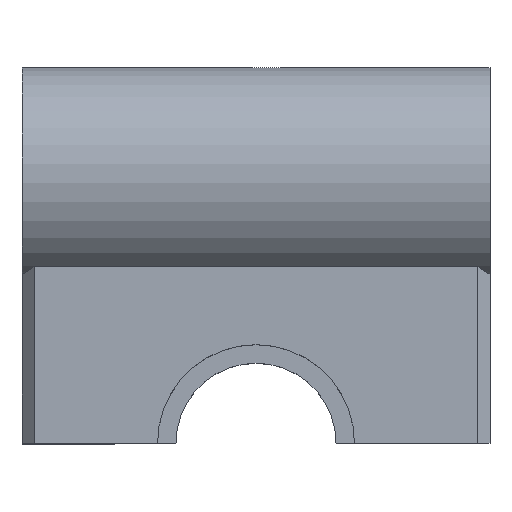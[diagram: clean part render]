
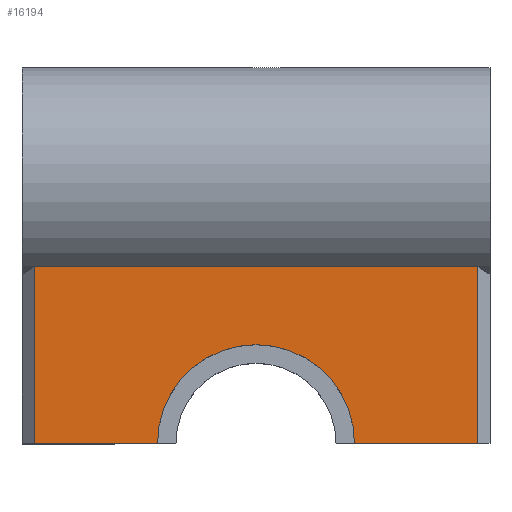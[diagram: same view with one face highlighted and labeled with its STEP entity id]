
A CAD part, top view. The second image highlights one B-rep face of the part: STEP entity #16194.
In plain terms, the highlighted planar face has unit normal (0, 0, 1).
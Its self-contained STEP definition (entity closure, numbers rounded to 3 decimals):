
#2585 = PLANE('',#2586);
#2586 = AXIS2_PLACEMENT_3D('',#2587,#2588,#2589);
#2587 = CARTESIAN_POINT('',(-19.,-21.5,0.));
#2588 = DIRECTION('',(0.,1.,0.));
#2589 = DIRECTION('',(0.,0.,1.));
#2613 = PLANE('',#2614);
#2614 = AXIS2_PLACEMENT_3D('',#2615,#2616,#2617);
#2615 = CARTESIAN_POINT('',(-18.5,-21.5,50.));
#2616 = DIRECTION('',(-0.707,0.,0.707));
#2617 = DIRECTION('',(-0.,-1.,-0.));
#2646 = CYLINDRICAL_SURFACE('',#2647,9.);
#2647 = AXIS2_PLACEMENT_3D('',#2648,#2649,#2650);
#2648 = CARTESIAN_POINT('',(-19.,0.,45.));
#2649 = DIRECTION('',(1.,0.,0.));
#2650 = DIRECTION('',(0.,0.,-1.));
#3543 = PLANE('',#3544);
#3544 = AXIS2_PLACEMENT_3D('',#3545,#3546,#3547);
#3545 = CARTESIAN_POINT('',(18.5,-21.5,50.));
#3546 = DIRECTION('',(0.707,0.,0.707));
#3547 = DIRECTION('',(-0.,1.,0.));
#3571 = PLANE('',#3572);
#3572 = AXIS2_PLACEMENT_3D('',#3573,#3574,#3575);
#3573 = CARTESIAN_POINT('',(-19.,-21.5,0.));
#3574 = DIRECTION('',(0.,1.,0.));
#3575 = DIRECTION('',(0.,0.,1.));
#10035 = EDGE_CURVE('',#10036,#10038,#10040,.T.);
#10036 = VERTEX_POINT('',#10037);
#10037 = CARTESIAN_POINT('',(-18.,-7.124,50.5));
#10038 = VERTEX_POINT('',#10039);
#10039 = CARTESIAN_POINT('',(18.,-7.124,50.5));
#10040 = SURFACE_CURVE('',#10041,(#10045,#10051),.PCURVE_S1.);
#10041 = LINE('',#10042,#10043);
#10042 = CARTESIAN_POINT('',(-19.,-7.124,50.5));
#10043 = VECTOR('',#10044,1.);
#10044 = DIRECTION('',(1.,0.,0.));
#10045 = PCURVE('',#2646,#10046);
#10046 = DEFINITIONAL_REPRESENTATION('',(#10047),#10050);
#10047 = B_SPLINE_CURVE_WITH_KNOTS('',1,(#10048,#10049),.UNSPECIFIED.,
  .F.,.F.,(2,2),(0.,38.),
  .PIECEWISE_BEZIER_KNOTS.);
#10048 = CARTESIAN_POINT('',(4.055,0.));
#10049 = CARTESIAN_POINT('',(4.055,38.));
#10050 = ( GEOMETRIC_REPRESENTATION_CONTEXT(2) 
PARAMETRIC_REPRESENTATION_CONTEXT() REPRESENTATION_CONTEXT('2D SPACE',''
  ) );
#10051 = PCURVE('',#10052,#10057);
#10052 = PLANE('',#10053);
#10053 = AXIS2_PLACEMENT_3D('',#10054,#10055,#10056);
#10054 = CARTESIAN_POINT('',(-19.,-21.5,50.5));
#10055 = DIRECTION('',(0.,0.,1.));
#10056 = DIRECTION('',(1.,0.,0.));
#10057 = DEFINITIONAL_REPRESENTATION('',(#10058),#10061);
#10058 = B_SPLINE_CURVE_WITH_KNOTS('',1,(#10059,#10060),.UNSPECIFIED.,
  .F.,.F.,(2,2),(0.,38.),
  .PIECEWISE_BEZIER_KNOTS.);
#10059 = CARTESIAN_POINT('',(0.,14.376));
#10060 = CARTESIAN_POINT('',(38.,14.376));
#10061 = ( GEOMETRIC_REPRESENTATION_CONTEXT(2) 
PARAMETRIC_REPRESENTATION_CONTEXT() REPRESENTATION_CONTEXT('2D SPACE',''
  ) );
#10126 = VERTEX_POINT('',#10127);
#10127 = CARTESIAN_POINT('',(-18.,-21.5,50.5));
#10150 = EDGE_CURVE('',#10126,#10036,#10151,.T.);
#10151 = SURFACE_CURVE('',#10152,(#10156,#10163),.PCURVE_S1.);
#10152 = LINE('',#10153,#10154);
#10153 = CARTESIAN_POINT('',(-18.,-21.5,50.5));
#10154 = VECTOR('',#10155,1.);
#10155 = DIRECTION('',(0.,1.,0.));
#10156 = PCURVE('',#2613,#10157);
#10157 = DEFINITIONAL_REPRESENTATION('',(#10158),#10162);
#10158 = LINE('',#10159,#10160);
#10159 = CARTESIAN_POINT('',(-0.,0.707));
#10160 = VECTOR('',#10161,1.);
#10161 = DIRECTION('',(-1.,0.));
#10162 = ( GEOMETRIC_REPRESENTATION_CONTEXT(2) 
PARAMETRIC_REPRESENTATION_CONTEXT() REPRESENTATION_CONTEXT('2D SPACE',''
  ) );
#10163 = PCURVE('',#10052,#10164);
#10164 = DEFINITIONAL_REPRESENTATION('',(#10165),#10169);
#10165 = LINE('',#10166,#10167);
#10166 = CARTESIAN_POINT('',(1.,0.));
#10167 = VECTOR('',#10168,1.);
#10168 = DIRECTION('',(0.,1.));
#10169 = ( GEOMETRIC_REPRESENTATION_CONTEXT(2) 
PARAMETRIC_REPRESENTATION_CONTEXT() REPRESENTATION_CONTEXT('2D SPACE',''
  ) );
#10174 = EDGE_CURVE('',#10126,#10175,#10177,.T.);
#10175 = VERTEX_POINT('',#10176);
#10176 = CARTESIAN_POINT('',(-8.,-21.5,50.5));
#10177 = SURFACE_CURVE('',#10178,(#10182,#10189),.PCURVE_S1.);
#10178 = LINE('',#10179,#10180);
#10179 = CARTESIAN_POINT('',(-19.,-21.5,50.5));
#10180 = VECTOR('',#10181,1.);
#10181 = DIRECTION('',(1.,0.,0.));
#10182 = PCURVE('',#2585,#10183);
#10183 = DEFINITIONAL_REPRESENTATION('',(#10184),#10188);
#10184 = LINE('',#10185,#10186);
#10185 = CARTESIAN_POINT('',(50.5,0.));
#10186 = VECTOR('',#10187,1.);
#10187 = DIRECTION('',(0.,1.));
#10188 = ( GEOMETRIC_REPRESENTATION_CONTEXT(2) 
PARAMETRIC_REPRESENTATION_CONTEXT() REPRESENTATION_CONTEXT('2D SPACE',''
  ) );
#10189 = PCURVE('',#10052,#10190);
#10190 = DEFINITIONAL_REPRESENTATION('',(#10191),#10195);
#10191 = LINE('',#10192,#10193);
#10192 = CARTESIAN_POINT('',(0.,0.));
#10193 = VECTOR('',#10194,1.);
#10194 = DIRECTION('',(1.,0.));
#10195 = ( GEOMETRIC_REPRESENTATION_CONTEXT(2) 
PARAMETRIC_REPRESENTATION_CONTEXT() REPRESENTATION_CONTEXT('2D SPACE',''
  ) );
#10212 = CYLINDRICAL_SURFACE('',#10213,8.);
#10213 = AXIS2_PLACEMENT_3D('',#10214,#10215,#10216);
#10214 = CARTESIAN_POINT('',(0.,-21.5,46.5));
#10215 = DIRECTION('',(0.,0.,1.));
#10216 = DIRECTION('',(1.,0.,0.));
#11058 = VERTEX_POINT('',#11059);
#11059 = CARTESIAN_POINT('',(8.,-21.5,50.5));
#11080 = EDGE_CURVE('',#11058,#11081,#11083,.T.);
#11081 = VERTEX_POINT('',#11082);
#11082 = CARTESIAN_POINT('',(18.,-21.5,50.5));
#11083 = SURFACE_CURVE('',#11084,(#11088,#11095),.PCURVE_S1.);
#11084 = LINE('',#11085,#11086);
#11085 = CARTESIAN_POINT('',(-19.,-21.5,50.5));
#11086 = VECTOR('',#11087,1.);
#11087 = DIRECTION('',(1.,0.,0.));
#11088 = PCURVE('',#3571,#11089);
#11089 = DEFINITIONAL_REPRESENTATION('',(#11090),#11094);
#11090 = LINE('',#11091,#11092);
#11091 = CARTESIAN_POINT('',(50.5,0.));
#11092 = VECTOR('',#11093,1.);
#11093 = DIRECTION('',(0.,1.));
#11094 = ( GEOMETRIC_REPRESENTATION_CONTEXT(2) 
PARAMETRIC_REPRESENTATION_CONTEXT() REPRESENTATION_CONTEXT('2D SPACE',''
  ) );
#11095 = PCURVE('',#10052,#11096);
#11096 = DEFINITIONAL_REPRESENTATION('',(#11097),#11101);
#11097 = LINE('',#11098,#11099);
#11098 = CARTESIAN_POINT('',(0.,0.));
#11099 = VECTOR('',#11100,1.);
#11100 = DIRECTION('',(1.,0.));
#11101 = ( GEOMETRIC_REPRESENTATION_CONTEXT(2) 
PARAMETRIC_REPRESENTATION_CONTEXT() REPRESENTATION_CONTEXT('2D SPACE',''
  ) );
#11160 = EDGE_CURVE('',#11081,#10038,#11161,.T.);
#11161 = SURFACE_CURVE('',#11162,(#11166,#11173),.PCURVE_S1.);
#11162 = LINE('',#11163,#11164);
#11163 = CARTESIAN_POINT('',(18.,-21.5,50.5));
#11164 = VECTOR('',#11165,1.);
#11165 = DIRECTION('',(0.,1.,0.));
#11166 = PCURVE('',#3543,#11167);
#11167 = DEFINITIONAL_REPRESENTATION('',(#11168),#11172);
#11168 = LINE('',#11169,#11170);
#11169 = CARTESIAN_POINT('',(0.,0.707));
#11170 = VECTOR('',#11171,1.);
#11171 = DIRECTION('',(1.,0.));
#11172 = ( GEOMETRIC_REPRESENTATION_CONTEXT(2) 
PARAMETRIC_REPRESENTATION_CONTEXT() REPRESENTATION_CONTEXT('2D SPACE',''
  ) );
#11173 = PCURVE('',#10052,#11174);
#11174 = DEFINITIONAL_REPRESENTATION('',(#11175),#11179);
#11175 = LINE('',#11176,#11177);
#11176 = CARTESIAN_POINT('',(37.,0.));
#11177 = VECTOR('',#11178,1.);
#11178 = DIRECTION('',(0.,1.));
#11179 = ( GEOMETRIC_REPRESENTATION_CONTEXT(2) 
PARAMETRIC_REPRESENTATION_CONTEXT() REPRESENTATION_CONTEXT('2D SPACE',''
  ) );
#16194 = ADVANCED_FACE('',(#16195),#10052,.T.);
#16195 = FACE_BOUND('',#16196,.T.);
#16196 = EDGE_LOOP('',(#16197,#16198,#16199,#16200,#16222,#16223));
#16197 = ORIENTED_EDGE('',*,*,#10035,.F.);
#16198 = ORIENTED_EDGE('',*,*,#10150,.F.);
#16199 = ORIENTED_EDGE('',*,*,#10174,.T.);
#16200 = ORIENTED_EDGE('',*,*,#16201,.F.);
#16201 = EDGE_CURVE('',#11058,#10175,#16202,.T.);
#16202 = SURFACE_CURVE('',#16203,(#16208,#16215),.PCURVE_S1.);
#16203 = CIRCLE('',#16204,8.);
#16204 = AXIS2_PLACEMENT_3D('',#16205,#16206,#16207);
#16205 = CARTESIAN_POINT('',(0.,-21.5,50.5));
#16206 = DIRECTION('',(0.,0.,1.));
#16207 = DIRECTION('',(1.,0.,0.));
#16208 = PCURVE('',#10052,#16209);
#16209 = DEFINITIONAL_REPRESENTATION('',(#16210),#16214);
#16210 = CIRCLE('',#16211,8.);
#16211 = AXIS2_PLACEMENT_2D('',#16212,#16213);
#16212 = CARTESIAN_POINT('',(19.,0.));
#16213 = DIRECTION('',(1.,0.));
#16214 = ( GEOMETRIC_REPRESENTATION_CONTEXT(2) 
PARAMETRIC_REPRESENTATION_CONTEXT() REPRESENTATION_CONTEXT('2D SPACE',''
  ) );
#16215 = PCURVE('',#10212,#16216);
#16216 = DEFINITIONAL_REPRESENTATION('',(#16217),#16221);
#16217 = LINE('',#16218,#16219);
#16218 = CARTESIAN_POINT('',(0.,4.));
#16219 = VECTOR('',#16220,1.);
#16220 = DIRECTION('',(1.,0.));
#16221 = ( GEOMETRIC_REPRESENTATION_CONTEXT(2) 
PARAMETRIC_REPRESENTATION_CONTEXT() REPRESENTATION_CONTEXT('2D SPACE',''
  ) );
#16222 = ORIENTED_EDGE('',*,*,#11080,.T.);
#16223 = ORIENTED_EDGE('',*,*,#11160,.T.);
